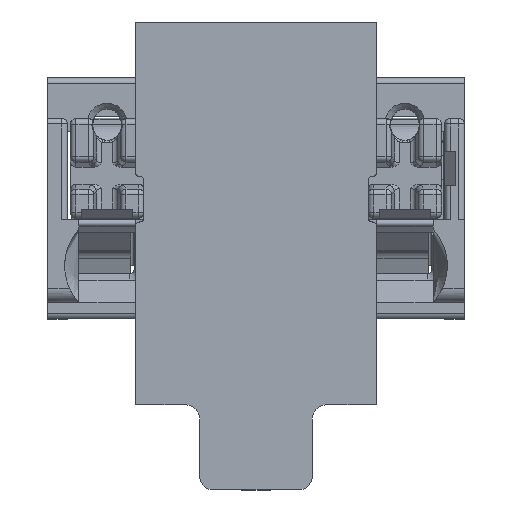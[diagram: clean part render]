
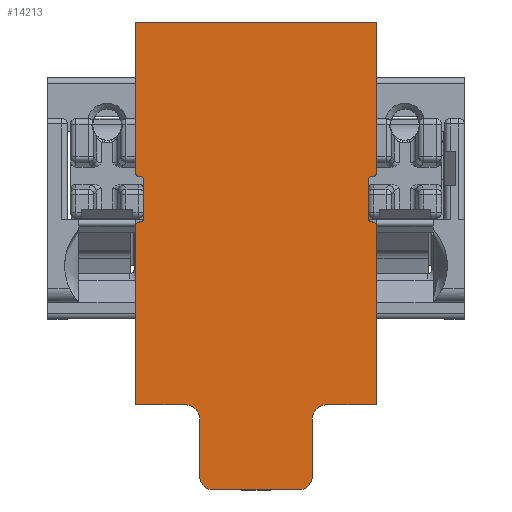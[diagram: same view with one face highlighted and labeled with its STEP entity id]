
A CAD part, top view. The second image highlights one B-rep face of the part: STEP entity #14213.
In plain terms, the highlighted planar face has unit normal (0, 0, 1).
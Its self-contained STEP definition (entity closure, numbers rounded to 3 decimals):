
#671=PLANE('',#15343);
#1025=CIRCLE('',#15311,0.148);
#1026=CIRCLE('',#15313,0.148);
#1027=CIRCLE('',#15316,0.148);
#1028=CIRCLE('',#15318,0.148);
#1029=CIRCLE('',#15322,0.5);
#1030=CIRCLE('',#15325,0.5);
#1031=CIRCLE('',#15328,0.5);
#1032=CIRCLE('',#15331,0.5);
#1033=CIRCLE('',#15335,0.148);
#1034=CIRCLE('',#15337,0.148);
#1035=CIRCLE('',#15340,0.148);
#1036=CIRCLE('',#15342,0.148);
#4772=ORIENTED_EDGE('',*,*,#7048,.T.);
#4773=ORIENTED_EDGE('',*,*,#7051,.T.);
#4774=ORIENTED_EDGE('',*,*,#7053,.T.);
#4775=ORIENTED_EDGE('',*,*,#7055,.T.);
#4776=ORIENTED_EDGE('',*,*,#7057,.T.);
#4777=ORIENTED_EDGE('',*,*,#7059,.T.);
#4778=ORIENTED_EDGE('',*,*,#7061,.T.);
#4779=ORIENTED_EDGE('',*,*,#7063,.T.);
#4780=ORIENTED_EDGE('',*,*,#7065,.T.);
#4781=ORIENTED_EDGE('',*,*,#7067,.T.);
#4782=ORIENTED_EDGE('',*,*,#7069,.T.);
#4783=ORIENTED_EDGE('',*,*,#7071,.T.);
#4784=ORIENTED_EDGE('',*,*,#7073,.T.);
#4785=ORIENTED_EDGE('',*,*,#7079,.T.);
#4786=ORIENTED_EDGE('',*,*,#7080,.T.);
#4787=ORIENTED_EDGE('',*,*,#7082,.T.);
#4788=ORIENTED_EDGE('',*,*,#7084,.T.);
#4789=ORIENTED_EDGE('',*,*,#7086,.T.);
#4790=ORIENTED_EDGE('',*,*,#7088,.T.);
#4791=ORIENTED_EDGE('',*,*,#7090,.T.);
#4792=ORIENTED_EDGE('',*,*,#7092,.T.);
#4793=ORIENTED_EDGE('',*,*,#7094,.T.);
#4794=ORIENTED_EDGE('',*,*,#7096,.T.);
#4795=ORIENTED_EDGE('',*,*,#7098,.T.);
#7048=EDGE_CURVE('',#8442,#8443,#10053,.T.);
#7051=EDGE_CURVE('',#8443,#8444,#10056,.T.);
#7053=EDGE_CURVE('',#8444,#8445,#10058,.T.);
#7055=EDGE_CURVE('',#8445,#8446,#1025,.T.);
#7057=EDGE_CURVE('',#8446,#8447,#1026,.T.);
#7059=EDGE_CURVE('',#8447,#8448,#10062,.T.);
#7061=EDGE_CURVE('',#8448,#8449,#1027,.T.);
#7063=EDGE_CURVE('',#8449,#8450,#1028,.T.);
#7065=EDGE_CURVE('',#8450,#8451,#10066,.T.);
#7067=EDGE_CURVE('',#8451,#8452,#10068,.T.);
#7069=EDGE_CURVE('',#8452,#8453,#1029,.T.);
#7071=EDGE_CURVE('',#8453,#8454,#10071,.T.);
#7073=EDGE_CURVE('',#8454,#8455,#1030,.T.);
#7079=EDGE_CURVE('',#8455,#8458,#10078,.T.);
#7080=EDGE_CURVE('',#8458,#8459,#1031,.T.);
#7082=EDGE_CURVE('',#8459,#8460,#10080,.T.);
#7084=EDGE_CURVE('',#8460,#8461,#1032,.T.);
#7086=EDGE_CURVE('',#8461,#8462,#10083,.T.);
#7088=EDGE_CURVE('',#8462,#8463,#10085,.T.);
#7090=EDGE_CURVE('',#8463,#8464,#1033,.T.);
#7092=EDGE_CURVE('',#8464,#8465,#1034,.T.);
#7094=EDGE_CURVE('',#8465,#8466,#10089,.T.);
#7096=EDGE_CURVE('',#8466,#8467,#1035,.T.);
#7098=EDGE_CURVE('',#8467,#8442,#1036,.T.);
#8442=VERTEX_POINT('',#23489);
#8443=VERTEX_POINT('',#23490);
#8444=VERTEX_POINT('',#23495);
#8445=VERTEX_POINT('',#23499);
#8446=VERTEX_POINT('',#23503);
#8447=VERTEX_POINT('',#23507);
#8448=VERTEX_POINT('',#23511);
#8449=VERTEX_POINT('',#23515);
#8450=VERTEX_POINT('',#23519);
#8451=VERTEX_POINT('',#23523);
#8452=VERTEX_POINT('',#23527);
#8453=VERTEX_POINT('',#23531);
#8454=VERTEX_POINT('',#23535);
#8455=VERTEX_POINT('',#23539);
#8458=VERTEX_POINT('',#23548);
#8459=VERTEX_POINT('',#23552);
#8460=VERTEX_POINT('',#23556);
#8461=VERTEX_POINT('',#23560);
#8462=VERTEX_POINT('',#23564);
#8463=VERTEX_POINT('',#23568);
#8464=VERTEX_POINT('',#23572);
#8465=VERTEX_POINT('',#23576);
#8466=VERTEX_POINT('',#23580);
#8467=VERTEX_POINT('',#23584);
#10053=LINE('',#23488,#11711);
#10056=LINE('',#23494,#11714);
#10058=LINE('',#23498,#11716);
#10062=LINE('',#23510,#11720);
#10066=LINE('',#23522,#11724);
#10068=LINE('',#23526,#11726);
#10071=LINE('',#23534,#11729);
#10078=LINE('',#23549,#11736);
#10080=LINE('',#23555,#11738);
#10083=LINE('',#23563,#11741);
#10085=LINE('',#23567,#11743);
#10089=LINE('',#23579,#11747);
#11711=VECTOR('',#18880,1000.);
#11714=VECTOR('',#18885,1000.);
#11716=VECTOR('',#18889,1000.);
#11720=VECTOR('',#18903,1000.);
#11724=VECTOR('',#18917,1000.);
#11726=VECTOR('',#18921,1000.);
#11729=VECTOR('',#18930,1000.);
#11736=VECTOR('',#18943,1000.);
#11738=VECTOR('',#18951,1000.);
#11741=VECTOR('',#18960,1000.);
#11743=VECTOR('',#18964,1000.);
#11747=VECTOR('',#18978,1000.);
#12547=EDGE_LOOP('',(#4772,#4773,#4774,#4775,#4776,#4777,#4778,#4779,#4780,
#4781,#4782,#4783,#4784,#4785,#4786,#4787,#4788,#4789,#4790,#4791,#4792,
#4793,#4794,#4795));
#13299=FACE_BOUND('',#12547,.T.);
#14213=ADVANCED_FACE('',(#13299),#671,.T.);
#15311=AXIS2_PLACEMENT_3D('',#23502,#18893,#18894);
#15313=AXIS2_PLACEMENT_3D('',#23506,#18898,#18899);
#15316=AXIS2_PLACEMENT_3D('',#23514,#18907,#18908);
#15318=AXIS2_PLACEMENT_3D('',#23518,#18912,#18913);
#15322=AXIS2_PLACEMENT_3D('',#23530,#18925,#18926);
#15325=AXIS2_PLACEMENT_3D('',#23538,#18934,#18935);
#15328=AXIS2_PLACEMENT_3D('',#23551,#18946,#18947);
#15331=AXIS2_PLACEMENT_3D('',#23559,#18955,#18956);
#15335=AXIS2_PLACEMENT_3D('',#23571,#18968,#18969);
#15337=AXIS2_PLACEMENT_3D('',#23575,#18973,#18974);
#15340=AXIS2_PLACEMENT_3D('',#23583,#18982,#18983);
#15342=AXIS2_PLACEMENT_3D('',#23587,#18987,#18988);
#15343=AXIS2_PLACEMENT_3D('',#23588,#18989,#18990);
#18880=DIRECTION('',(0.,1.,0.));
#18885=DIRECTION('',(-1.,0.,0.));
#18889=DIRECTION('',(0.,-1.,0.));
#18893=DIRECTION('',(0.,0.,1.));
#18894=DIRECTION('',(1.,0.,0.));
#18898=DIRECTION('',(0.,0.,-1.));
#18899=DIRECTION('',(-1.,0.,0.));
#18903=DIRECTION('',(0.,-1.,0.));
#18907=DIRECTION('',(0.,0.,-1.));
#18908=DIRECTION('',(-1.,0.,0.));
#18912=DIRECTION('',(0.,0.,1.));
#18913=DIRECTION('',(1.,0.,0.));
#18917=DIRECTION('',(0.,-1.,0.));
#18921=DIRECTION('',(1.,0.,0.));
#18925=DIRECTION('',(0.,0.,-1.));
#18926=DIRECTION('',(-1.,0.,0.));
#18930=DIRECTION('',(0.,-1.,0.));
#18934=DIRECTION('',(0.,0.,1.));
#18935=DIRECTION('',(1.,0.,0.));
#18943=DIRECTION('',(1.,0.,0.));
#18946=DIRECTION('',(0.,0.,1.));
#18947=DIRECTION('',(-1.,0.,0.));
#18951=DIRECTION('',(0.,1.,0.));
#18955=DIRECTION('',(0.,0.,-1.));
#18956=DIRECTION('',(1.,0.,0.));
#18960=DIRECTION('',(1.,0.,0.));
#18964=DIRECTION('',(0.,1.,0.));
#18968=DIRECTION('',(0.,0.,1.));
#18969=DIRECTION('',(1.,0.,0.));
#18973=DIRECTION('',(0.,0.,-1.));
#18974=DIRECTION('',(1.,0.,0.));
#18978=DIRECTION('',(0.,1.,0.));
#18982=DIRECTION('',(0.,0.,-1.));
#18983=DIRECTION('',(1.,0.,0.));
#18987=DIRECTION('',(0.,0.,1.));
#18988=DIRECTION('',(-1.,0.,0.));
#18989=DIRECTION('',(0.,0.,1.));
#18990=DIRECTION('',(1.,0.,0.));
#23488=CARTESIAN_POINT('',(4.25,0.95,0.));
#23489=CARTESIAN_POINT('',(4.25,0.95,0.));
#23490=CARTESIAN_POINT('',(4.25,6.25,0.));
#23494=CARTESIAN_POINT('',(4.25,6.25,0.));
#23495=CARTESIAN_POINT('',(-4.25,6.25,0.));
#23498=CARTESIAN_POINT('',(-4.25,6.25,0.));
#23499=CARTESIAN_POINT('',(-4.25,0.95,0.));
#23502=CARTESIAN_POINT('',(-4.102,0.95,0.));
#23503=CARTESIAN_POINT('',(-4.1,0.802,0.));
#23506=CARTESIAN_POINT('',(-4.098,0.655,0.));
#23507=CARTESIAN_POINT('',(-3.95,0.655,0.));
#23510=CARTESIAN_POINT('',(-3.95,-0.655,0.));
#23511=CARTESIAN_POINT('',(-3.95,-0.655,0.));
#23514=CARTESIAN_POINT('',(-4.098,-0.655,0.));
#23515=CARTESIAN_POINT('',(-4.1,-0.802,0.));
#23518=CARTESIAN_POINT('',(-4.102,-0.95,0.));
#23519=CARTESIAN_POINT('',(-4.25,-0.95,0.));
#23522=CARTESIAN_POINT('',(-4.25,-0.95,0.));
#23523=CARTESIAN_POINT('',(-4.25,-7.25,0.));
#23526=CARTESIAN_POINT('',(-4.25,-7.25,0.));
#23527=CARTESIAN_POINT('',(-2.49,-7.25,0.));
#23530=CARTESIAN_POINT('',(-2.49,-7.75,0.));
#23531=CARTESIAN_POINT('',(-1.99,-7.75,0.));
#23534=CARTESIAN_POINT('',(-1.99,-7.75,0.));
#23535=CARTESIAN_POINT('',(-1.99,-9.75,0.));
#23538=CARTESIAN_POINT('',(-1.49,-9.75,0.));
#23539=CARTESIAN_POINT('',(-1.49,-10.25,0.));
#23548=CARTESIAN_POINT('',(1.49,-10.25,0.));
#23549=CARTESIAN_POINT('',(-1.49,-10.25,0.));
#23551=CARTESIAN_POINT('',(1.49,-9.75,0.));
#23552=CARTESIAN_POINT('',(1.99,-9.75,0.));
#23555=CARTESIAN_POINT('',(1.99,-7.75,0.));
#23556=CARTESIAN_POINT('',(1.99,-7.75,0.));
#23559=CARTESIAN_POINT('',(2.49,-7.75,0.));
#23560=CARTESIAN_POINT('',(2.49,-7.25,0.));
#23563=CARTESIAN_POINT('',(4.25,-7.25,0.));
#23564=CARTESIAN_POINT('',(4.25,-7.25,0.));
#23567=CARTESIAN_POINT('',(4.25,-7.25,0.));
#23568=CARTESIAN_POINT('',(4.25,-0.95,0.));
#23571=CARTESIAN_POINT('',(4.102,-0.95,0.));
#23572=CARTESIAN_POINT('',(4.1,-0.802,0.));
#23575=CARTESIAN_POINT('',(4.098,-0.655,0.));
#23576=CARTESIAN_POINT('',(3.95,-0.655,0.));
#23579=CARTESIAN_POINT('',(3.95,-0.655,0.));
#23580=CARTESIAN_POINT('',(3.95,0.655,0.));
#23583=CARTESIAN_POINT('',(4.098,0.655,0.));
#23584=CARTESIAN_POINT('',(4.1,0.802,0.));
#23587=CARTESIAN_POINT('',(4.102,0.95,0.));
#23588=CARTESIAN_POINT('',(-4.102,0.95,0.));
